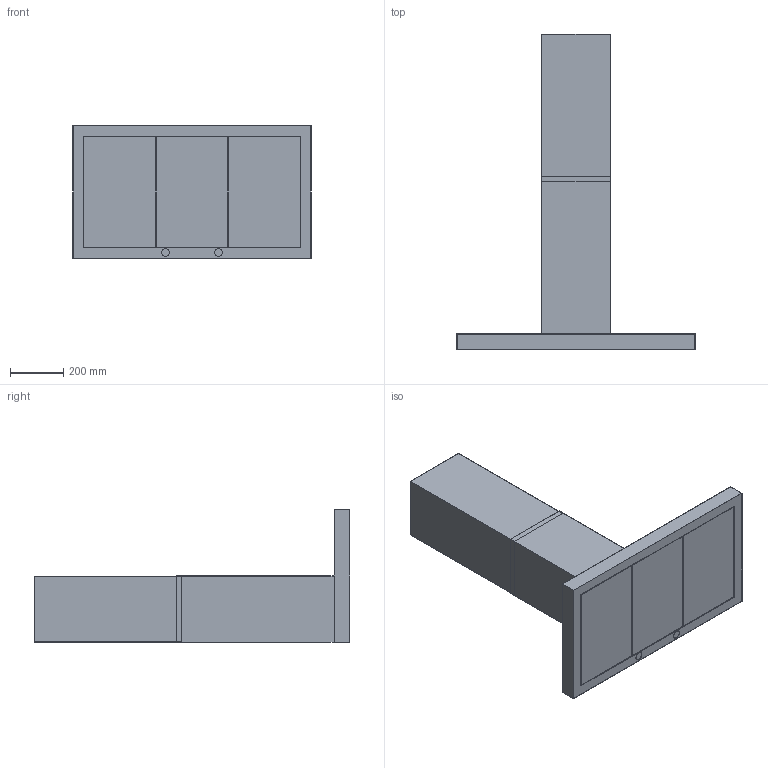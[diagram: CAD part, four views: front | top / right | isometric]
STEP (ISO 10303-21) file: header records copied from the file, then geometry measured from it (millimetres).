
FILE_DESCRIPTION((''),'2;1');
FILE_NAME('DS3170S','2021-02-12T',('seona'),(''),'CREO PARAMETRIC BY PTC INC, 2016260','CREO PARAMETRIC BY PTC INC, 2016260','');
FILE_SCHEMA(('CONFIG_CONTROL_DESIGN'));
Length unit declared in the file: millimetre
Products named in the file (1): DS3170S
Bounding box: 898 x 1190 x 500 mm (x, y, z)
Volume: 1983731.5 mm3; surface area: 3968495.8 mm2
Topology: 7 solids, 7 shells, 72 faces, 168 edges, 112 vertices
Faces by surface type: plane 64, cylinder 8
Entity records: 2062 total; most frequent: CARTESIAN_POINT 352, ORIENTED_EDGE 336, DIRECTION 328, EDGE_CURVE 168, VECTOR 152, LINE 152, VERTEX_POINT 112, AXIS2_PLACEMENT_3D 88
